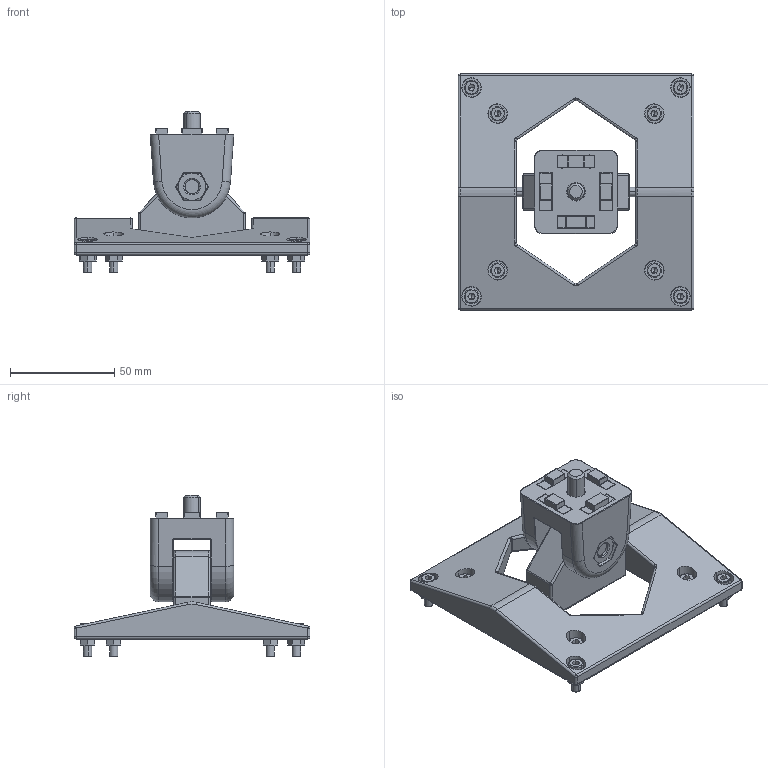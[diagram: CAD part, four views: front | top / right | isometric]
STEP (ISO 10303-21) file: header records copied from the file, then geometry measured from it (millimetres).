
FILE_DESCRIPTION (( 'STEP AP203' ), '1' );
FILE_NAME ('061SM7510040.STEP', '2016-05-17T14:18:11', ( '' ), ( '' ), 'SwSTEP 2.0', 'SolidWorks 2016', '' );
FILE_SCHEMA (( 'CONFIG_CONTROL_DESIGN' ));
Length unit declared in the file: millimetre
Products named in the file (11): 4din439dm4m_Hexagon Nut ISO 4032 - M4 - D - C; 4din934m08m_Standard; 4din137ad0815m_DIN 137-B8-FSt; 4iso7030m0830m_4 ISO 7380 M8 35 m S01; 093gr14k_093 g r15; 4iso7380m0816m_4 iso 7380 m08 16 m ; 093GK4095R02_093GK4095R02; 061SM7510040; 061SM75100R01; 4din125am4m; 4Din912m0412m_4Din912m0412m
Assembly tree (35 placements, depth 2):
  061SM7510040
    093gr14k_093 g r15  x4
    093GK4095R02_093GK4095R02
    061SM75100R01
    4din125am4m  x8
    4Din912m0412m_4Din912m0412m  x8
    4din439dm4m_Hexagon Nut ISO 4032 - M4 - D - C  x8
    4din934m08m_Standard
    4din137ad0815m_DIN 137-B8-FSt  x2
    4iso7030m0830m_4 ISO 7380 M8 35 m S01
    4iso7380m0816m_4 iso 7380 m08 16 m 
Bounding box: 113 x 113 x 77.54 mm (x, y, z)
Volume: 160777 mm3; surface area: 54572.6 mm2
Topology: 35 solids, 35 shells, 1638 faces, 3683 edges, 2105 vertices
Faces by surface type: cylinder 548, plane 440, cone 336, torus 145, sphere 89, bspline 80
Entity records: 26906 total; most frequent: CARTESIAN_POINT 6090, DIRECTION 4241, ORIENTED_EDGE 3886, EDGE_CURVE 1943, AXIS2_PLACEMENT_3D 1729, VERTEX_POINT 1146, CIRCLE 908, EDGE_LOOP 897
